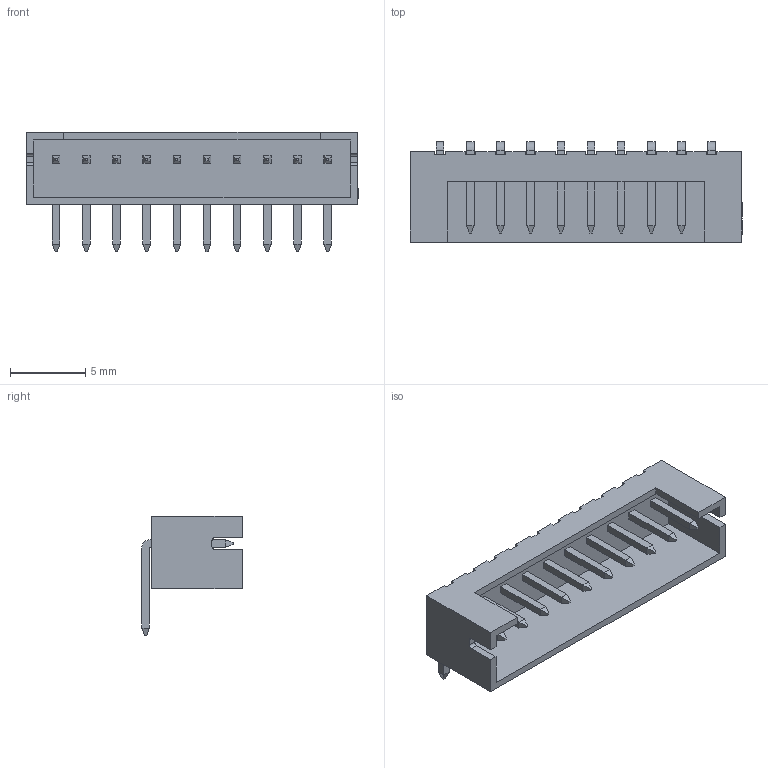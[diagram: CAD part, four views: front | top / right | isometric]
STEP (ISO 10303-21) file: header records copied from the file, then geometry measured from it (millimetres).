
FILE_DESCRIPTION (( 'STEP AP214' ), '1' );
FILE_NAME ('CONN-TH_10P-P2.00_HCTL_PH-10AW.STEP', '2022-06-14T08:36:14', ( 'PC' ), ( 'Microsoft' ), 'SwSTEP 2.0', 'SolidWorks 2020', '' );
FILE_SCHEMA (( 'AUTOMOTIVE_DESIGN' ));
Length unit declared in the file: millimetre
Products named in the file (1): CONN-TH_10P-P2.00_HCTL_PH-10AW
Bounding box: 22.01 x 6.65 x 7.9 mm (x, y, z)
Volume: 233.8 mm3; surface area: 857.3 mm2
Topology: 1 solids, 1 shells, 510 faces, 1327 edges, 858 vertices
Faces by surface type: plane 388, bspline 98, cylinder 24
Entity records: 21475 total; most frequent: CARTESIAN_POINT 4002, ORIENTED_EDGE 2654, DIRECTION 2001, EDGE_CURVE 1327, VECTOR 1079, LINE 1079, VERTEX_POINT 858, EDGE_LOOP 549
